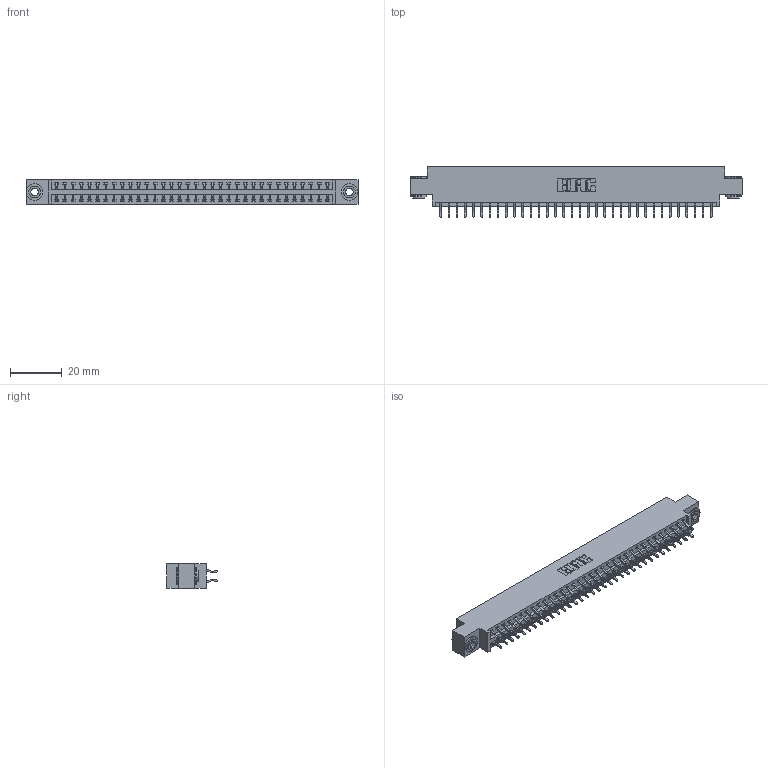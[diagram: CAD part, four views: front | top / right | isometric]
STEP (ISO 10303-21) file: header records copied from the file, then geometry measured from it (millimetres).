
FILE_DESCRIPTION (( 'STEP AP203' ), '1' );
FILE_NAME ('346-068-556-803.STEP', '2022-05-24T19:53:27', ( '' ), ( '' ), 'SwSTEP 2.0', 'SolidWorks 2020', '' );
FILE_SCHEMA (( 'CONFIG_CONTROL_DESIGN' ));
Length unit declared in the file: inch
Products named in the file (4): 346 Part_0.170 Offset - 0.156 Dia-TH; 345-250-002_345-250-002-102; 346-068-556-803; 345-292-001_556 Tail
Assembly tree (71 placements, depth 2):
  346-068-556-803
    346 Part_0.170 Offset - 0.156 Dia-TH
    345-292-001_556 Tail  x68
    345-250-002_345-250-002-102  x2
Bounding box: 128.52 x 19.57 x 9.4 mm (x, y, z)
Volume: 12314.5 mm3; surface area: 17166.6 mm2
Topology: 71 solids, 71 shells, 4122 faces, 12217 edges, 8050 vertices
Faces by surface type: plane 2756, cylinder 1358, cone 8
Entity records: 24684 total; most frequent: CARTESIAN_POINT 4077, ORIENTED_EDGE 3990, DIRECTION 3661, EDGE_CURVE 1995, VECTOR 1695, LINE 1695, VERTEX_POINT 1326, AXIS2_PLACEMENT_3D 983
